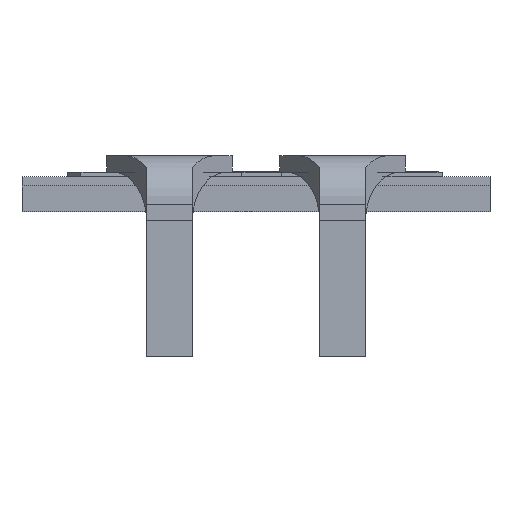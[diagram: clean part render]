
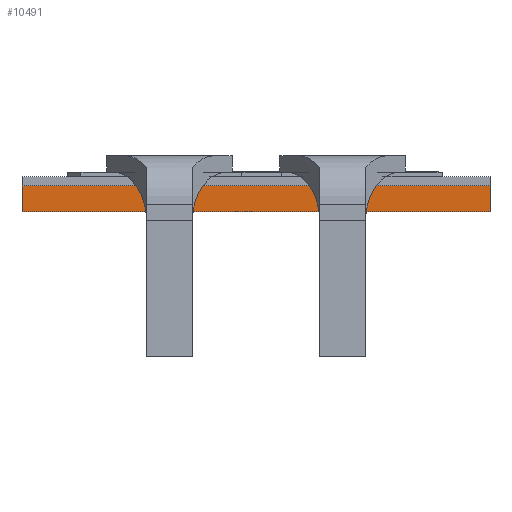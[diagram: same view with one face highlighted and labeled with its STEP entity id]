
A CAD part, front view. The second image highlights one B-rep face of the part: STEP entity #10491.
In plain terms, the highlighted planar face has unit normal (0, -1, 0).
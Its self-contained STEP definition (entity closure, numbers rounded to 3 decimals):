
#676=ORIENTED_EDGE('',*,*,#2886,.T.);
#677=ORIENTED_EDGE('',*,*,#2892,.T.);
#678=ORIENTED_EDGE('',*,*,#2895,.T.);
#679=ORIENTED_EDGE('',*,*,#2903,.F.);
#2886=EDGE_CURVE('',#4005,#4006,#4748,.T.);
#2892=EDGE_CURVE('',#4006,#4011,#4754,.T.);
#2895=EDGE_CURVE('',#4011,#4013,#4757,.T.);
#2903=EDGE_CURVE('',#4005,#4013,#4765,.T.);
#4005=VERTEX_POINT('',#13442);
#4006=VERTEX_POINT('',#13443);
#4011=VERTEX_POINT('',#13455);
#4013=VERTEX_POINT('',#13461);
#4748=LINE('',#13441,#5406);
#4754=LINE('',#13454,#5412);
#4757=LINE('',#13460,#5415);
#4765=LINE('',#13476,#5423);
#5406=VECTOR('',#11571,1000.);
#5412=VECTOR('',#11579,1000.);
#5415=VECTOR('',#11584,1000.);
#5423=VECTOR('',#11600,1000.);
#6070=EDGE_LOOP('',(#676,#677,#678,#679));
#6554=FACE_BOUND('',#6070,.T.);
#7038=PLANE('',#10967);
#10491=ADVANCED_FACE('',(#6554),#7038,.F.);
#10967=AXIS2_PLACEMENT_3D('',#13475,#11598,#11599);
#11571=DIRECTION('',(0.,0.,-1.));
#11579=DIRECTION('',(1.,0.,0.));
#11584=DIRECTION('',(0.,0.,1.));
#11598=DIRECTION('',(0.,1.,0.));
#11599=DIRECTION('',(0.,0.,1.));
#11600=DIRECTION('',(1.,0.,0.));
#13441=CARTESIAN_POINT('',(-3.226,6.629,0.483));
#13442=CARTESIAN_POINT('',(-3.226,6.629,0.356));
#13443=CARTESIAN_POINT('',(-3.226,6.629,0.));
#13454=CARTESIAN_POINT('',(-109.406,6.629,0.));
#13455=CARTESIAN_POINT('',(3.226,6.629,0.));
#13460=CARTESIAN_POINT('',(3.226,6.629,0.));
#13461=CARTESIAN_POINT('',(3.226,6.629,0.356));
#13475=CARTESIAN_POINT('',(-109.406,6.629,0.));
#13476=CARTESIAN_POINT('',(-109.406,6.629,0.356));
